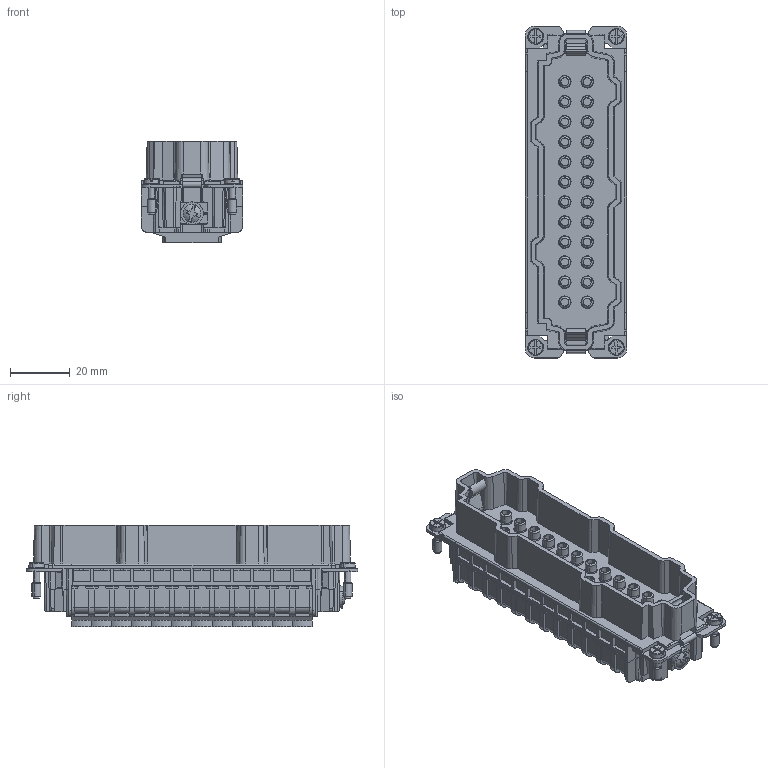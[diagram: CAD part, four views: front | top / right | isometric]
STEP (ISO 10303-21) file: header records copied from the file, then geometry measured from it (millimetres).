
FILE_DESCRIPTION(('CATIA V5 STEP Exchange','CAx-IF Rec.Pracs.--- Model Styling and Organization---1.4--- 2014-01-23'),'2;1');
FILE_NAME ('13501596_3', '2019-08-21T15:17:14+00:00', ('none'), ('Weidmueller'), 'CATIA Version 5-6 Release 2016 SP3 HF44', 'CATIA V5 STEP AP214', 'none');
FILE_SCHEMA(('AUTOMOTIVE_DESIGN { 1 0 10303 214 1 1 1 1 }'));
Products named in the file (1): 1211500000
Bounding box: 34 x 111 x 34 mm (x, y, z)
Volume: 59832.1 mm3; surface area: 29390 mm2
Topology: 1 solids, 2 shells, 2162 faces, 6609 edges, 4529 vertices
Faces by surface type: plane 1308, cylinder 432, cone 278, torus 96, extrusion 36, bspline 8, sphere 4
Entity records: 74759 total; most frequent: CARTESIAN_POINT 20218, ORIENTED_EDGE 13218, DIRECTION 8390, EDGE_CURVE 6609, VECTOR 4835, LINE 4799, VERTEX_POINT 4529, AXIS2_PLACEMENT_3D 2317
